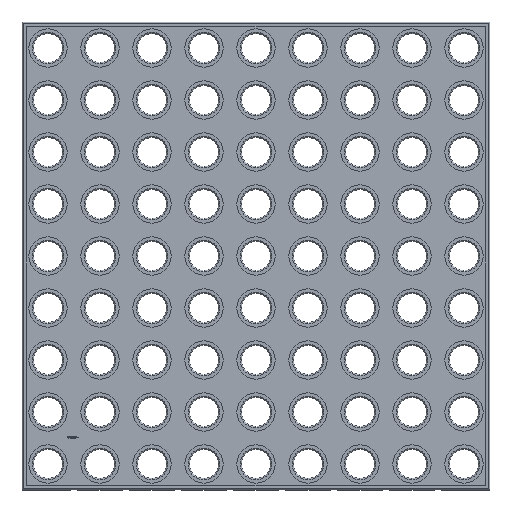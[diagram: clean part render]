
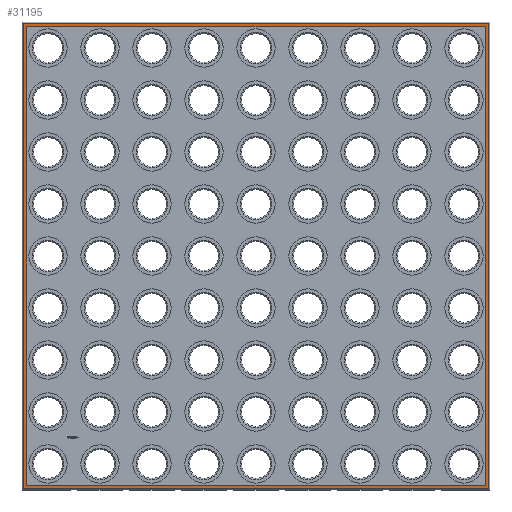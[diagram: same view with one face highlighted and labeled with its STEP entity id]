
A CAD part, top view. The second image highlights one B-rep face of the part: STEP entity #31195.
In plain terms, the highlighted planar face has unit normal (0, 0, 1).
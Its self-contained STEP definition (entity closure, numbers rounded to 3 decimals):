
#100 = PLANE('',#101);
#101 = AXIS2_PLACEMENT_3D('',#102,#103,#104);
#102 = CARTESIAN_POINT('',(-6.25,106.1,2.975));
#103 = DIRECTION('',(0.,0.707,0.707));
#104 = DIRECTION('',(-1.,0.,0.));
#5883 = PLANE('',#5884);
#5884 = AXIS2_PLACEMENT_3D('',#5885,#5886,#5887);
#5885 = CARTESIAN_POINT('',(106.1,106.25,2.975));
#5886 = DIRECTION('',(0.707,0.,0.707)
  );
#5887 = DIRECTION('',(0.,1.,0.));
#6821 = VERTEX_POINT('',#6822);
#6822 = CARTESIAN_POINT('',(-5.95,105.95,3.125));
#6836 = PLANE('',#6837);
#6837 = AXIS2_PLACEMENT_3D('',#6838,#6839,#6840);
#6838 = CARTESIAN_POINT('',(-6.1,-6.25,2.975));
#6839 = DIRECTION('',(-0.707,0.,0.707
    ));
#6840 = DIRECTION('',(0.,-1.,0.));
#6850 = VERTEX_POINT('',#6851);
#6851 = CARTESIAN_POINT('',(105.95,105.95,3.125));
#6872 = EDGE_CURVE('',#6821,#6850,#6873,.T.);
#6873 = SURFACE_CURVE('',#6874,(#6878,#6885),.PCURVE_S1.);
#6874 = LINE('',#6875,#6876);
#6875 = CARTESIAN_POINT('',(-6.25,105.95,3.125));
#6876 = VECTOR('',#6877,1.);
#6877 = DIRECTION('',(1.,0.,0.));
#6878 = PCURVE('',#100,#6879);
#6879 = DEFINITIONAL_REPRESENTATION('',(#6880),#6884);
#6880 = LINE('',#6881,#6882);
#6881 = CARTESIAN_POINT('',(0.,0.212));
#6882 = VECTOR('',#6883,1.);
#6883 = DIRECTION('',(-1.,0.));
#6884 = ( GEOMETRIC_REPRESENTATION_CONTEXT(2) 
PARAMETRIC_REPRESENTATION_CONTEXT() REPRESENTATION_CONTEXT('2D SPACE',''
  ) );
#6885 = PCURVE('',#6886,#6891);
#6886 = PLANE('',#6887);
#6887 = AXIS2_PLACEMENT_3D('',#6888,#6889,#6890);
#6888 = CARTESIAN_POINT('',(50.,50.,3.125));
#6889 = DIRECTION('',(0.,0.,1.));
#6890 = DIRECTION('',(1.,0.,0.));
#6891 = DEFINITIONAL_REPRESENTATION('',(#6892),#6896);
#6892 = LINE('',#6893,#6894);
#6893 = CARTESIAN_POINT('',(-56.25,55.95));
#6894 = VECTOR('',#6895,1.);
#6895 = DIRECTION('',(1.,0.));
#6896 = ( GEOMETRIC_REPRESENTATION_CONTEXT(2) 
PARAMETRIC_REPRESENTATION_CONTEXT() REPRESENTATION_CONTEXT('2D SPACE',''
  ) );
#30311 = PLANE('',#30312);
#30312 = AXIS2_PLACEMENT_3D('',#30313,#30314,#30315);
#30313 = CARTESIAN_POINT('',(106.25,-6.1,2.975));
#30314 = DIRECTION('',(0.,-0.707,
    0.707));
#30315 = DIRECTION('',(-1.,0.,0.));
#31104 = VERTEX_POINT('',#31105);
#31105 = CARTESIAN_POINT('',(105.95,-5.95,3.125));
#31126 = EDGE_CURVE('',#6850,#31104,#31127,.T.);
#31127 = SURFACE_CURVE('',#31128,(#31132,#31139),.PCURVE_S1.);
#31128 = LINE('',#31129,#31130);
#31129 = CARTESIAN_POINT('',(105.95,106.25,3.125));
#31130 = VECTOR('',#31131,1.);
#31131 = DIRECTION('',(0.,-1.,0.));
#31132 = PCURVE('',#5883,#31133);
#31133 = DEFINITIONAL_REPRESENTATION('',(#31134),#31138);
#31134 = LINE('',#31135,#31136);
#31135 = CARTESIAN_POINT('',(0.,0.212));
#31136 = VECTOR('',#31137,1.);
#31137 = DIRECTION('',(-1.,0.));
#31138 = ( GEOMETRIC_REPRESENTATION_CONTEXT(2) 
PARAMETRIC_REPRESENTATION_CONTEXT() REPRESENTATION_CONTEXT('2D SPACE',''
  ) );
#31139 = PCURVE('',#6886,#31140);
#31140 = DEFINITIONAL_REPRESENTATION('',(#31141),#31145);
#31141 = LINE('',#31142,#31143);
#31142 = CARTESIAN_POINT('',(55.95,56.25));
#31143 = VECTOR('',#31144,1.);
#31144 = DIRECTION('',(0.,-1.));
#31145 = ( GEOMETRIC_REPRESENTATION_CONTEXT(2) 
PARAMETRIC_REPRESENTATION_CONTEXT() REPRESENTATION_CONTEXT('2D SPACE',''
  ) );
#31151 = VERTEX_POINT('',#31152);
#31152 = CARTESIAN_POINT('',(-5.95,-5.95,3.125));
#31175 = EDGE_CURVE('',#31151,#6821,#31176,.T.);
#31176 = SURFACE_CURVE('',#31177,(#31181,#31188),.PCURVE_S1.);
#31177 = LINE('',#31178,#31179);
#31178 = CARTESIAN_POINT('',(-5.95,-6.25,3.125));
#31179 = VECTOR('',#31180,1.);
#31180 = DIRECTION('',(0.,1.,0.));
#31181 = PCURVE('',#6836,#31182);
#31182 = DEFINITIONAL_REPRESENTATION('',(#31183),#31187);
#31183 = LINE('',#31184,#31185);
#31184 = CARTESIAN_POINT('',(0.,0.212));
#31185 = VECTOR('',#31186,1.);
#31186 = DIRECTION('',(-1.,0.));
#31187 = ( GEOMETRIC_REPRESENTATION_CONTEXT(2) 
PARAMETRIC_REPRESENTATION_CONTEXT() REPRESENTATION_CONTEXT('2D SPACE',''
  ) );
#31188 = PCURVE('',#6886,#31189);
#31189 = DEFINITIONAL_REPRESENTATION('',(#31190),#31194);
#31190 = LINE('',#31191,#31192);
#31191 = CARTESIAN_POINT('',(-55.95,-56.25));
#31192 = VECTOR('',#31193,1.);
#31193 = DIRECTION('',(0.,1.));
#31194 = ( GEOMETRIC_REPRESENTATION_CONTEXT(2) 
PARAMETRIC_REPRESENTATION_CONTEXT() REPRESENTATION_CONTEXT('2D SPACE',''
  ) );
#31195 = ADVANCED_FACE('',(#31196,#31222),#6886,.T.);
#31196 = FACE_BOUND('',#31197,.T.);
#31197 = EDGE_LOOP('',(#31198,#31219,#31220,#31221));
#31198 = ORIENTED_EDGE('',*,*,#31199,.F.);
#31199 = EDGE_CURVE('',#31104,#31151,#31200,.T.);
#31200 = SURFACE_CURVE('',#31201,(#31205,#31212),.PCURVE_S1.);
#31201 = LINE('',#31202,#31203);
#31202 = CARTESIAN_POINT('',(106.25,-5.95,3.125));
#31203 = VECTOR('',#31204,1.);
#31204 = DIRECTION('',(-1.,0.,0.));
#31205 = PCURVE('',#6886,#31206);
#31206 = DEFINITIONAL_REPRESENTATION('',(#31207),#31211);
#31207 = LINE('',#31208,#31209);
#31208 = CARTESIAN_POINT('',(56.25,-55.95));
#31209 = VECTOR('',#31210,1.);
#31210 = DIRECTION('',(-1.,0.));
#31211 = ( GEOMETRIC_REPRESENTATION_CONTEXT(2) 
PARAMETRIC_REPRESENTATION_CONTEXT() REPRESENTATION_CONTEXT('2D SPACE',''
  ) );
#31212 = PCURVE('',#30311,#31213);
#31213 = DEFINITIONAL_REPRESENTATION('',(#31214),#31218);
#31214 = LINE('',#31215,#31216);
#31215 = CARTESIAN_POINT('',(0.,-0.212));
#31216 = VECTOR('',#31217,1.);
#31217 = DIRECTION('',(1.,0.));
#31218 = ( GEOMETRIC_REPRESENTATION_CONTEXT(2) 
PARAMETRIC_REPRESENTATION_CONTEXT() REPRESENTATION_CONTEXT('2D SPACE',''
  ) );
#31219 = ORIENTED_EDGE('',*,*,#31126,.F.);
#31220 = ORIENTED_EDGE('',*,*,#6872,.F.);
#31221 = ORIENTED_EDGE('',*,*,#31175,.F.);
#31222 = FACE_BOUND('',#31223,.T.);
#31223 = EDGE_LOOP('',(#31224,#31254,#31282,#31310));
#31224 = ORIENTED_EDGE('',*,*,#31225,.T.);
#31225 = EDGE_CURVE('',#31226,#31228,#31230,.T.);
#31226 = VERTEX_POINT('',#31227);
#31227 = CARTESIAN_POINT('',(-5.15,-5.15,3.125));
#31228 = VERTEX_POINT('',#31229);
#31229 = CARTESIAN_POINT('',(-5.15,105.15,3.125));
#31230 = SURFACE_CURVE('',#31231,(#31235,#31242),.PCURVE_S1.);
#31231 = LINE('',#31232,#31233);
#31232 = CARTESIAN_POINT('',(-5.15,-5.15,3.125));
#31233 = VECTOR('',#31234,1.);
#31234 = DIRECTION('',(0.,1.,0.));
#31235 = PCURVE('',#6886,#31236);
#31236 = DEFINITIONAL_REPRESENTATION('',(#31237),#31241);
#31237 = LINE('',#31238,#31239);
#31238 = CARTESIAN_POINT('',(-55.15,-55.15));
#31239 = VECTOR('',#31240,1.);
#31240 = DIRECTION('',(0.,1.));
#31241 = ( GEOMETRIC_REPRESENTATION_CONTEXT(2) 
PARAMETRIC_REPRESENTATION_CONTEXT() REPRESENTATION_CONTEXT('2D SPACE',''
  ) );
#31242 = PCURVE('',#31243,#31248);
#31243 = PLANE('',#31244);
#31244 = AXIS2_PLACEMENT_3D('',#31245,#31246,#31247);
#31245 = CARTESIAN_POINT('',(-5.15,-5.15,3.125));
#31246 = DIRECTION('',(1.,0.,0.));
#31247 = DIRECTION('',(0.,1.,0.));
#31248 = DEFINITIONAL_REPRESENTATION('',(#31249),#31253);
#31249 = LINE('',#31250,#31251);
#31250 = CARTESIAN_POINT('',(0.,0.));
#31251 = VECTOR('',#31252,1.);
#31252 = DIRECTION('',(1.,0.));
#31253 = ( GEOMETRIC_REPRESENTATION_CONTEXT(2) 
PARAMETRIC_REPRESENTATION_CONTEXT() REPRESENTATION_CONTEXT('2D SPACE',''
  ) );
#31254 = ORIENTED_EDGE('',*,*,#31255,.T.);
#31255 = EDGE_CURVE('',#31228,#31256,#31258,.T.);
#31256 = VERTEX_POINT('',#31257);
#31257 = CARTESIAN_POINT('',(105.15,105.15,3.125));
#31258 = SURFACE_CURVE('',#31259,(#31263,#31270),.PCURVE_S1.);
#31259 = LINE('',#31260,#31261);
#31260 = CARTESIAN_POINT('',(-5.15,105.15,3.125));
#31261 = VECTOR('',#31262,1.);
#31262 = DIRECTION('',(1.,0.,0.));
#31263 = PCURVE('',#6886,#31264);
#31264 = DEFINITIONAL_REPRESENTATION('',(#31265),#31269);
#31265 = LINE('',#31266,#31267);
#31266 = CARTESIAN_POINT('',(-55.15,55.15));
#31267 = VECTOR('',#31268,1.);
#31268 = DIRECTION('',(1.,0.));
#31269 = ( GEOMETRIC_REPRESENTATION_CONTEXT(2) 
PARAMETRIC_REPRESENTATION_CONTEXT() REPRESENTATION_CONTEXT('2D SPACE',''
  ) );
#31270 = PCURVE('',#31271,#31276);
#31271 = PLANE('',#31272);
#31272 = AXIS2_PLACEMENT_3D('',#31273,#31274,#31275);
#31273 = CARTESIAN_POINT('',(-5.15,105.15,3.125));
#31274 = DIRECTION('',(0.,-1.,0.));
#31275 = DIRECTION('',(1.,0.,0.));
#31276 = DEFINITIONAL_REPRESENTATION('',(#31277),#31281);
#31277 = LINE('',#31278,#31279);
#31278 = CARTESIAN_POINT('',(0.,0.));
#31279 = VECTOR('',#31280,1.);
#31280 = DIRECTION('',(1.,0.));
#31281 = ( GEOMETRIC_REPRESENTATION_CONTEXT(2) 
PARAMETRIC_REPRESENTATION_CONTEXT() REPRESENTATION_CONTEXT('2D SPACE',''
  ) );
#31282 = ORIENTED_EDGE('',*,*,#31283,.T.);
#31283 = EDGE_CURVE('',#31256,#31284,#31286,.T.);
#31284 = VERTEX_POINT('',#31285);
#31285 = CARTESIAN_POINT('',(105.15,-5.15,3.125));
#31286 = SURFACE_CURVE('',#31287,(#31291,#31298),.PCURVE_S1.);
#31287 = LINE('',#31288,#31289);
#31288 = CARTESIAN_POINT('',(105.15,105.15,3.125));
#31289 = VECTOR('',#31290,1.);
#31290 = DIRECTION('',(0.,-1.,0.));
#31291 = PCURVE('',#6886,#31292);
#31292 = DEFINITIONAL_REPRESENTATION('',(#31293),#31297);
#31293 = LINE('',#31294,#31295);
#31294 = CARTESIAN_POINT('',(55.15,55.15));
#31295 = VECTOR('',#31296,1.);
#31296 = DIRECTION('',(0.,-1.));
#31297 = ( GEOMETRIC_REPRESENTATION_CONTEXT(2) 
PARAMETRIC_REPRESENTATION_CONTEXT() REPRESENTATION_CONTEXT('2D SPACE',''
  ) );
#31298 = PCURVE('',#31299,#31304);
#31299 = PLANE('',#31300);
#31300 = AXIS2_PLACEMENT_3D('',#31301,#31302,#31303);
#31301 = CARTESIAN_POINT('',(105.15,105.15,3.125));
#31302 = DIRECTION('',(-1.,0.,0.));
#31303 = DIRECTION('',(0.,-1.,0.));
#31304 = DEFINITIONAL_REPRESENTATION('',(#31305),#31309);
#31305 = LINE('',#31306,#31307);
#31306 = CARTESIAN_POINT('',(0.,0.));
#31307 = VECTOR('',#31308,1.);
#31308 = DIRECTION('',(1.,0.));
#31309 = ( GEOMETRIC_REPRESENTATION_CONTEXT(2) 
PARAMETRIC_REPRESENTATION_CONTEXT() REPRESENTATION_CONTEXT('2D SPACE',''
  ) );
#31310 = ORIENTED_EDGE('',*,*,#31311,.T.);
#31311 = EDGE_CURVE('',#31284,#31226,#31312,.T.);
#31312 = SURFACE_CURVE('',#31313,(#31317,#31324),.PCURVE_S1.);
#31313 = LINE('',#31314,#31315);
#31314 = CARTESIAN_POINT('',(105.15,-5.15,3.125));
#31315 = VECTOR('',#31316,1.);
#31316 = DIRECTION('',(-1.,0.,0.));
#31317 = PCURVE('',#6886,#31318);
#31318 = DEFINITIONAL_REPRESENTATION('',(#31319),#31323);
#31319 = LINE('',#31320,#31321);
#31320 = CARTESIAN_POINT('',(55.15,-55.15));
#31321 = VECTOR('',#31322,1.);
#31322 = DIRECTION('',(-1.,0.));
#31323 = ( GEOMETRIC_REPRESENTATION_CONTEXT(2) 
PARAMETRIC_REPRESENTATION_CONTEXT() REPRESENTATION_CONTEXT('2D SPACE',''
  ) );
#31324 = PCURVE('',#31325,#31330);
#31325 = PLANE('',#31326);
#31326 = AXIS2_PLACEMENT_3D('',#31327,#31328,#31329);
#31327 = CARTESIAN_POINT('',(105.15,-5.15,3.125));
#31328 = DIRECTION('',(0.,1.,0.));
#31329 = DIRECTION('',(-1.,0.,0.));
#31330 = DEFINITIONAL_REPRESENTATION('',(#31331),#31335);
#31331 = LINE('',#31332,#31333);
#31332 = CARTESIAN_POINT('',(0.,0.));
#31333 = VECTOR('',#31334,1.);
#31334 = DIRECTION('',(1.,0.));
#31335 = ( GEOMETRIC_REPRESENTATION_CONTEXT(2) 
PARAMETRIC_REPRESENTATION_CONTEXT() REPRESENTATION_CONTEXT('2D SPACE',''
  ) );
